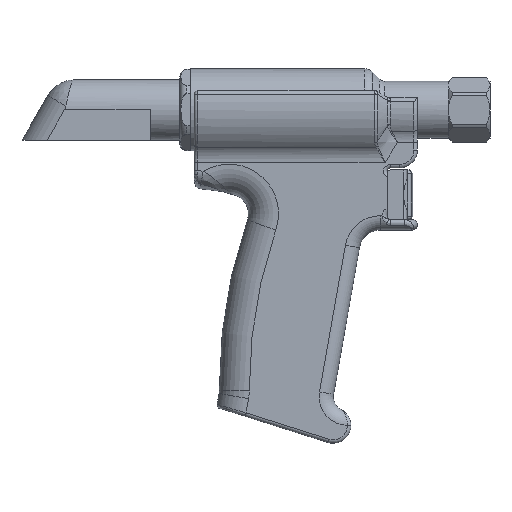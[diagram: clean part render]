
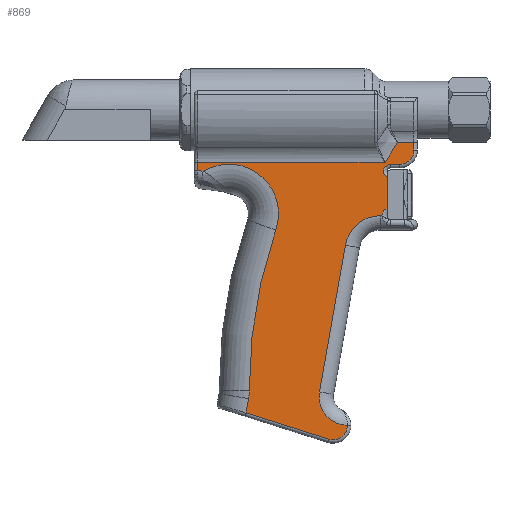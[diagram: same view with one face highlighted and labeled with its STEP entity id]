
A CAD part, left-side view. The second image highlights one B-rep face of the part: STEP entity #869.
In plain terms, the highlighted planar face has unit normal (-1, 0, 0).
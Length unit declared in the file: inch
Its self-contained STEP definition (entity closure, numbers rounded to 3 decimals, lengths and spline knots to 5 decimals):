
#363=FACE_OUTER_BOUND('',#1319,.T.);
#667=B_SPLINE_CURVE_WITH_KNOTS('',3,(#7514,#7515,#7516,#7517),.UNSPECIFIED.,
 .F.,.F.,(4,4),(0.,1.),.UNSPECIFIED.);
#869=ADVANCED_FACE('',(#363),#1173,.T.);
#1173=PLANE('',#5236);
#1319=EDGE_LOOP('',(#2248,#2249,#2250,#2251,#2252,#2253,#2254,#2255,#2256,
#2257,#2258,#2259,#2260,#2261,#2262,#2263,#2264,#2265,#2266,#2267,#2268));
#1679=LINE('',#7473,#1914);
#1680=LINE('',#7476,#1915);
#1681=LINE('',#7478,#1916);
#1682=LINE('',#7486,#1917);
#1683=LINE('',#7488,#1918);
#1684=LINE('',#7494,#1919);
#1685=LINE('',#7498,#1920);
#1686=LINE('',#7502,#1921);
#1687=LINE('',#7506,#1922);
#1688=LINE('',#7510,#1923);
#1689=LINE('',#7512,#1924);
#1914=VECTOR('',#5896,1.);
#1915=VECTOR('',#5897,1.);
#1916=VECTOR('',#5898,1.);
#1917=VECTOR('',#5905,1.);
#1918=VECTOR('',#5906,1.);
#1919=VECTOR('',#5911,1.);
#1920=VECTOR('',#5914,1.);
#1921=VECTOR('',#5917,1.);
#1922=VECTOR('',#5920,1.);
#1923=VECTOR('',#5923,1.);
#1924=VECTOR('',#5924,1.);
#2248=ORIENTED_EDGE('',*,*,#4223,.T.);
#2249=ORIENTED_EDGE('',*,*,#4224,.T.);
#2250=ORIENTED_EDGE('',*,*,#4225,.T.);
#2251=ORIENTED_EDGE('',*,*,#4226,.T.);
#2252=ORIENTED_EDGE('',*,*,#4227,.T.);
#2253=ORIENTED_EDGE('',*,*,#4228,.T.);
#2254=ORIENTED_EDGE('',*,*,#4229,.T.);
#2255=ORIENTED_EDGE('',*,*,#4230,.T.);
#2256=ORIENTED_EDGE('',*,*,#4231,.T.);
#2257=ORIENTED_EDGE('',*,*,#4232,.T.);
#2258=ORIENTED_EDGE('',*,*,#4233,.T.);
#2259=ORIENTED_EDGE('',*,*,#4234,.T.);
#2260=ORIENTED_EDGE('',*,*,#4235,.T.);
#2261=ORIENTED_EDGE('',*,*,#4236,.T.);
#2262=ORIENTED_EDGE('',*,*,#4237,.T.);
#2263=ORIENTED_EDGE('',*,*,#4238,.T.);
#2264=ORIENTED_EDGE('',*,*,#4239,.T.);
#2265=ORIENTED_EDGE('',*,*,#4240,.T.);
#2266=ORIENTED_EDGE('',*,*,#4241,.T.);
#2267=ORIENTED_EDGE('',*,*,#4242,.T.);
#2268=ORIENTED_EDGE('',*,*,#4243,.T.);
#3754=VERTEX_POINT('',#7474);
#3755=VERTEX_POINT('',#7475);
#3756=VERTEX_POINT('',#7477);
#3757=VERTEX_POINT('',#7479);
#3758=VERTEX_POINT('',#7481);
#3759=VERTEX_POINT('',#7483);
#3760=VERTEX_POINT('',#7485);
#3761=VERTEX_POINT('',#7487);
#3762=VERTEX_POINT('',#7489);
#3763=VERTEX_POINT('',#7491);
#3764=VERTEX_POINT('',#7493);
#3765=VERTEX_POINT('',#7495);
#3766=VERTEX_POINT('',#7497);
#3767=VERTEX_POINT('',#7499);
#3768=VERTEX_POINT('',#7501);
#3769=VERTEX_POINT('',#7503);
#3770=VERTEX_POINT('',#7505);
#3771=VERTEX_POINT('',#7507);
#3772=VERTEX_POINT('',#7509);
#3773=VERTEX_POINT('',#7511);
#3774=VERTEX_POINT('',#7513);
#4223=EDGE_CURVE('',#3754,#3755,#1679,.T.);
#4224=EDGE_CURVE('',#3755,#3756,#1680,.T.);
#4225=EDGE_CURVE('',#3756,#3757,#1681,.T.);
#4226=EDGE_CURVE('',#3757,#3758,#4905,.T.);
#4227=EDGE_CURVE('',#3758,#3759,#4906,.T.);
#4228=EDGE_CURVE('',#3759,#3760,#4907,.T.);
#4229=EDGE_CURVE('',#3760,#3761,#1682,.T.);
#4230=EDGE_CURVE('',#3761,#3762,#1683,.T.);
#4231=EDGE_CURVE('',#3762,#3763,#4908,.T.);
#4232=EDGE_CURVE('',#3763,#3764,#4909,.T.);
#4233=EDGE_CURVE('',#3764,#3765,#1684,.T.);
#4234=EDGE_CURVE('',#3765,#3766,#4910,.T.);
#4235=EDGE_CURVE('',#3766,#3767,#1685,.T.);
#4236=EDGE_CURVE('',#3767,#3768,#4911,.T.);
#4237=EDGE_CURVE('',#3768,#3769,#1686,.T.);
#4238=EDGE_CURVE('',#3769,#3770,#4912,.T.);
#4239=EDGE_CURVE('',#3770,#3771,#1687,.T.);
#4240=EDGE_CURVE('',#3771,#3772,#4913,.T.);
#4241=EDGE_CURVE('',#3772,#3773,#1688,.T.);
#4242=EDGE_CURVE('',#3773,#3774,#1689,.T.);
#4243=EDGE_CURVE('',#3774,#3754,#667,.T.);
#4905=CIRCLE('',#5227,0.868);
#4906=CIRCLE('',#5228,8.475);
#4907=CIRCLE('',#5229,0.775);
#4908=CIRCLE('',#5230,0.252);
#4909=CIRCLE('',#5231,0.5);
#4910=CIRCLE('',#5232,0.625);
#4911=CIRCLE('',#5233,0.15);
#4912=CIRCLE('',#5234,0.12);
#4913=CIRCLE('',#5235,0.252);
#5227=AXIS2_PLACEMENT_3D('',#7480,#5899,#5900);
#5228=AXIS2_PLACEMENT_3D('',#7482,#5901,#5902);
#5229=AXIS2_PLACEMENT_3D('',#7484,#5903,#5904);
#5230=AXIS2_PLACEMENT_3D('',#7490,#5907,#5908);
#5231=AXIS2_PLACEMENT_3D('',#7492,#5909,#5910);
#5232=AXIS2_PLACEMENT_3D('',#7496,#5912,#5913);
#5233=AXIS2_PLACEMENT_3D('',#7500,#5915,#5916);
#5234=AXIS2_PLACEMENT_3D('',#7504,#5918,#5919);
#5235=AXIS2_PLACEMENT_3D('',#7508,#5921,#5922);
#5236=AXIS2_PLACEMENT_3D('',#7518,#5925,#5926);
#5896=DIRECTION('',(0.,1.,0.));
#5897=DIRECTION('',(0.,0.,-1.));
#5898=DIRECTION('',(0.,-0.985,-0.174));
#5899=DIRECTION('',(1.,0.,0.));
#5900=DIRECTION('',(0.,0.,1.));
#5901=DIRECTION('',(-1.,0.,0.));
#5902=DIRECTION('',(0.,0.,1.));
#5903=DIRECTION('',(1.,0.,0.));
#5904=DIRECTION('',(0.,0.,1.));
#5905=DIRECTION('',(0.,0.174,-0.985));
#5906=DIRECTION('',(0.,-0.954,-0.301));
#5907=DIRECTION('',(-1.,0.,0.));
#5908=DIRECTION('',(0.,0.,1.));
#5909=DIRECTION('',(1.,0.,0.));
#5910=DIRECTION('',(0.,0.,1.));
#5911=DIRECTION('',(0.,-0.174,0.985));
#5912=DIRECTION('',(1.,0.,0.));
#5913=DIRECTION('',(0.,0.,1.));
#5914=DIRECTION('',(0.,-1.,0.));
#5915=DIRECTION('',(1.,0.,0.));
#5916=DIRECTION('',(0.,0.,1.));
#5917=DIRECTION('',(0.,0.,1.));
#5918=DIRECTION('',(1.,0.,0.));
#5919=DIRECTION('',(0.,0.,1.));
#5920=DIRECTION('',(0.,-1.,0.));
#5921=DIRECTION('',(-1.,0.,0.));
#5922=DIRECTION('',(0.,0.,1.));
#5923=DIRECTION('',(0.,0.,1.));
#5924=DIRECTION('',(0.,1.,0.));
#5925=DIRECTION('',(-1.,0.,0.));
#5926=DIRECTION('',(0.,0.,-1.));
#7473=CARTESIAN_POINT('',(-0.53,-5.53609,-0.91717));
#7474=CARTESIAN_POINT('',(-0.53,0.56367,-0.91717));
#7475=CARTESIAN_POINT('',(-0.53,3.844,-0.91717));
#7476=CARTESIAN_POINT('',(-0.53,3.844,-1.04771));
#7477=CARTESIAN_POINT('',(-0.53,3.844,-1.05829));
#7478=CARTESIAN_POINT('',(-0.53,3.18235,-1.17496));
#7479=CARTESIAN_POINT('',(-0.53,3.74726,-1.07535));
#7480=CARTESIAN_POINT('',(-0.53,3.29544,-1.81649));
#7481=CARTESIAN_POINT('',(-0.53,2.47495,-2.09974));
#7482=CARTESIAN_POINT('',(-0.53,-5.53609,-4.86539));
#7483=CARTESIAN_POINT('',(-0.53,2.93879,-4.9105));
#7484=CARTESIAN_POINT('',(-0.53,3.71378,-4.91463));
#7485=CARTESIAN_POINT('',(-0.53,2.95055,-5.0492));
#7486=CARTESIAN_POINT('',(-0.53,2.98442,-5.24126));
#7487=CARTESIAN_POINT('',(-0.53,2.99505,-5.30155));
#7488=CARTESIAN_POINT('',(-0.53,1.54914,-5.75744));
#7489=CARTESIAN_POINT('',(-0.53,1.54914,-5.75744));
#7490=CARTESIAN_POINT('',(-0.53,1.47336,-5.51711));
#7491=CARTESIAN_POINT('',(-0.53,1.22136,-5.51667));
#7492=CARTESIAN_POINT('',(-0.53,1.21758,-5.01669));
#7493=CARTESIAN_POINT('',(-0.53,1.70998,-4.92987));
#7494=CARTESIAN_POINT('',(-0.53,1.30591,-2.63825));
#7495=CARTESIAN_POINT('',(-0.53,1.25816,-2.36747));
#7496=CARTESIAN_POINT('',(-0.53,0.64266,-2.476));
#7497=CARTESIAN_POINT('',(-0.53,0.64266,-1.851));
#7498=CARTESIAN_POINT('',(-0.53,1.05971,-1.851));
#7499=CARTESIAN_POINT('',(-0.53,0.61967,-1.851));
#7500=CARTESIAN_POINT('',(-0.53,0.47,-1.861));
#7501=CARTESIAN_POINT('',(-0.53,0.53,-1.72352));
#7502=CARTESIAN_POINT('',(-0.53,0.53,-1.921));
#7503=CARTESIAN_POINT('',(-0.53,0.53,-1.17892));
#7504=CARTESIAN_POINT('',(-0.53,0.47,-1.075));
#7505=CARTESIAN_POINT('',(-0.53,0.47,-0.955));
#7506=CARTESIAN_POINT('',(-0.53,0.312,-0.955));
#7507=CARTESIAN_POINT('',(-0.53,0.312,-0.955));
#7508=CARTESIAN_POINT('',(-0.53,0.312,-0.703));
#7509=CARTESIAN_POINT('',(-0.53,0.06,-0.703));
#7510=CARTESIAN_POINT('',(-0.53,0.06,-0.56992));
#7511=CARTESIAN_POINT('',(-0.53,0.06,-0.56992));
#7512=CARTESIAN_POINT('',(-0.53,-5.53609,-0.56992));
#7513=CARTESIAN_POINT('',(-0.53,0.34467,-0.56992));
#7514=CARTESIAN_POINT('',(-0.53,0.34467,-0.56992));
#7515=CARTESIAN_POINT('',(-0.53,0.40911,-0.69084));
#7516=CARTESIAN_POINT('',(-0.53,0.48424,-0.80558));
#7517=CARTESIAN_POINT('',(-0.53,0.56367,-0.91717));
#7518=CARTESIAN_POINT('',(-0.53,-5.53609,-4.86539));
